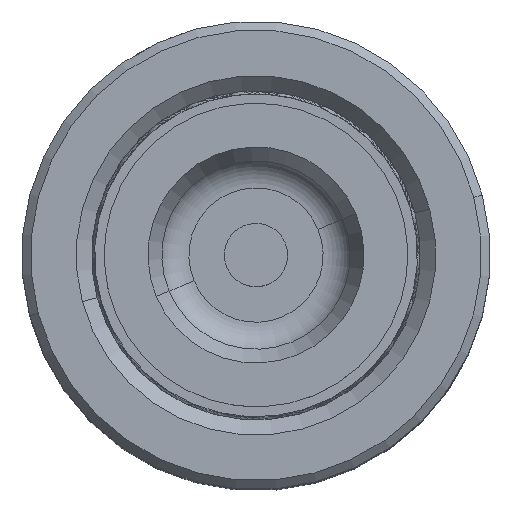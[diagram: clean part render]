
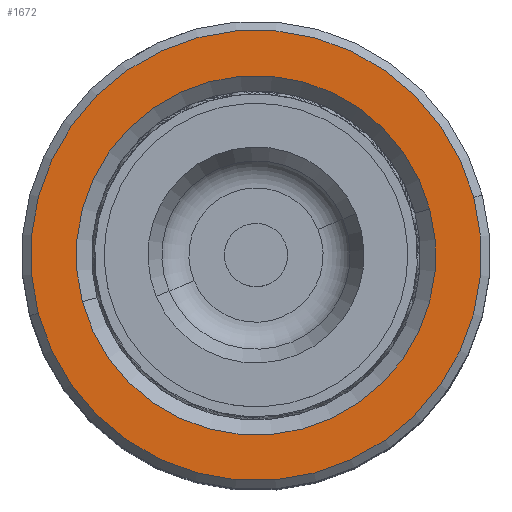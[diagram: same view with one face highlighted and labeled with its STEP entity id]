
A CAD part, top view. The second image highlights one B-rep face of the part: STEP entity #1672.
In plain terms, the highlighted planar face has unit normal (0, 0, 1).
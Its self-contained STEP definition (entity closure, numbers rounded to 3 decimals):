
#617 = DIRECTION ( 'NONE',  ( 1., 0., 0. ) ) ;
#751 = VERTEX_POINT ( 'NONE', #2639 ) ;
#1030 = AXIS2_PLACEMENT_3D ( 'NONE', #36905, #36510, #30555 ) ;
#1672 = ADVANCED_FACE ( 'NONE', ( #15377, #23036 ), #5767, .T. ) ;
#2138 = DIRECTION ( 'NONE',  ( 0., 0., -1. ) ) ;
#2532 = CARTESIAN_POINT ( 'NONE',  ( 0., 0., 60. ) ) ;
#2639 = CARTESIAN_POINT ( 'NONE',  ( -17.8, 0., 60. ) ) ;
#3729 = AXIS2_PLACEMENT_3D ( 'NONE', #29898, #2138, #36237 ) ;
#5627 = ORIENTED_EDGE ( 'NONE', *, *, #9040, .T. ) ;
#5767 = PLANE ( 'NONE',  #36547 ) ;
#7045 = ORIENTED_EDGE ( 'NONE', *, *, #32260, .T. ) ;
#7488 = ORIENTED_EDGE ( 'NONE', *, *, #10946, .T. ) ;
#7711 = AXIS2_PLACEMENT_3D ( 'NONE', #27144, #11670, #8134 ) ;
#8134 = DIRECTION ( 'NONE',  ( 1., 0., 0. ) ) ;
#9040 = EDGE_CURVE ( 'NONE', #13892, #751, #38389, .T. ) ;
#9636 = CARTESIAN_POINT ( 'NONE',  ( 14.2, 0., 60. ) ) ;
#10035 = CARTESIAN_POINT ( 'NONE',  ( 0., 0., 60. ) ) ;
#10946 = EDGE_CURVE ( 'NONE', #23062, #21844, #12344, .T. ) ;
#11670 = DIRECTION ( 'NONE',  ( 0., 0., -1. ) ) ;
#12344 = CIRCLE ( 'NONE', #7711, 14.2 ) ;
#13735 = CIRCLE ( 'NONE', #1030, 17.8 ) ;
#13892 = VERTEX_POINT ( 'NONE', #34079 ) ;
#15377 = FACE_OUTER_BOUND ( 'NONE', #31498, .T. ) ;
#21844 = VERTEX_POINT ( 'NONE', #30893 ) ;
#23036 = FACE_BOUND ( 'NONE', #29188, .T. ) ;
#23062 = VERTEX_POINT ( 'NONE', #9636 ) ;
#23967 = DIRECTION ( 'NONE',  ( 0., 0., 1. ) ) ;
#24544 = ORIENTED_EDGE ( 'NONE', *, *, #38237, .T. ) ;
#27144 = CARTESIAN_POINT ( 'NONE',  ( 0., 0., 60. ) ) ;
#29188 = EDGE_LOOP ( 'NONE', ( #7488, #7045 ) ) ;
#29898 = CARTESIAN_POINT ( 'NONE',  ( 0., 0., 60. ) ) ;
#30555 = DIRECTION ( 'NONE',  ( 1., 0., 0. ) ) ;
#30893 = CARTESIAN_POINT ( 'NONE',  ( -14.2, 0., 60. ) ) ;
#31498 = EDGE_LOOP ( 'NONE', ( #24544, #5627 ) ) ;
#32260 = EDGE_CURVE ( 'NONE', #21844, #23062, #37523, .T. ) ;
#32451 = AXIS2_PLACEMENT_3D ( 'NONE', #10035, #34162, #617 ) ;
#34079 = CARTESIAN_POINT ( 'NONE',  ( 17.8, 0., 60. ) ) ;
#34162 = DIRECTION ( 'NONE',  ( 0., 0., 1. ) ) ;
#36237 = DIRECTION ( 'NONE',  ( 1., 0., 0. ) ) ;
#36510 = DIRECTION ( 'NONE',  ( 0., 0., 1. ) ) ;
#36547 = AXIS2_PLACEMENT_3D ( 'NONE', #2532, #23967, #39373 ) ;
#36905 = CARTESIAN_POINT ( 'NONE',  ( 0., 0., 60. ) ) ;
#37523 = CIRCLE ( 'NONE', #3729, 14.2 ) ;
#38237 = EDGE_CURVE ( 'NONE', #751, #13892, #13735, .T. ) ;
#38389 = CIRCLE ( 'NONE', #32451, 17.8 ) ;
#39373 = DIRECTION ( 'NONE',  ( 1., 0., 0. ) ) ;
